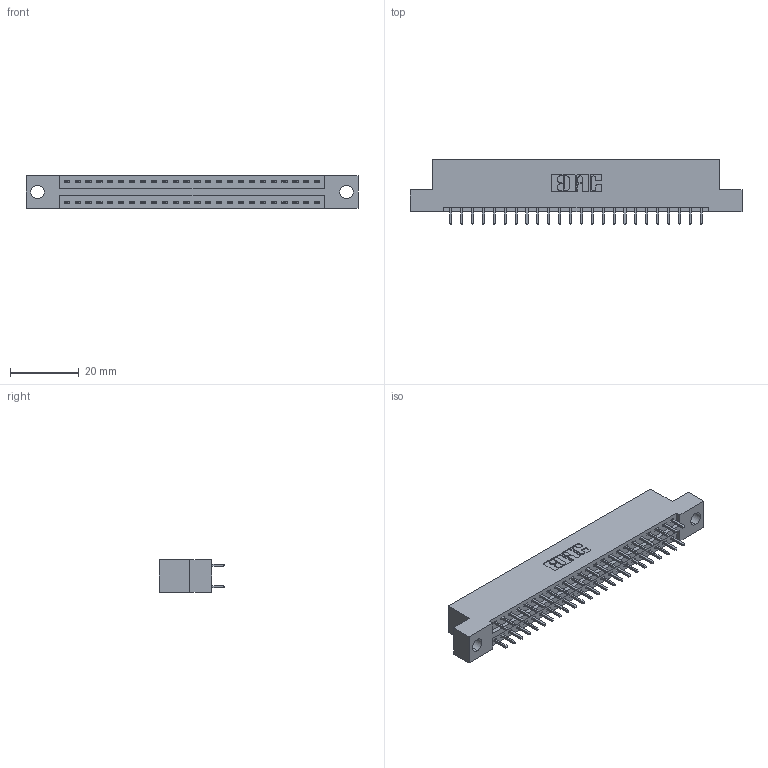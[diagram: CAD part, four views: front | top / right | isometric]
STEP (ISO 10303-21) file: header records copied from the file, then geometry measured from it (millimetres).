
FILE_DESCRIPTION (( 'STEP AP203' ), '1' );
FILE_NAME ('396-048-521-204.STEP', '2019-10-30T12:21:26', ( '' ), ( '' ), 'SwSTEP 2.0', 'SolidWorks 2016', '' );
FILE_SCHEMA (( 'CONFIG_CONTROL_DESIGN' ));
Length unit declared in the file: inch
Products named in the file (3): 346 Part_Flush Mounting Lugs - 0.156 Dia-TH; 345-292-001_345-293-121; 396-048-521-204
Assembly tree (49 placements, depth 2):
  396-048-521-204
    346 Part_Flush Mounting Lugs - 0.156 Dia-TH
    345-292-001_345-293-121  x48
Bounding box: 96.77 x 19.05 x 9.4 mm (x, y, z)
Volume: 9189.4 mm3; surface area: 12030 mm2
Topology: 49 solids, 49 shells, 2618 faces, 7769 edges, 5114 vertices
Faces by surface type: plane 1756, cylinder 862
Entity records: 18107 total; most frequent: CARTESIAN_POINT 3008, ORIENTED_EDGE 2942, DIRECTION 2703, EDGE_CURVE 1471, LINE 1243, VECTOR 1243, VERTEX_POINT 978, AXIS2_PLACEMENT_3D 730
